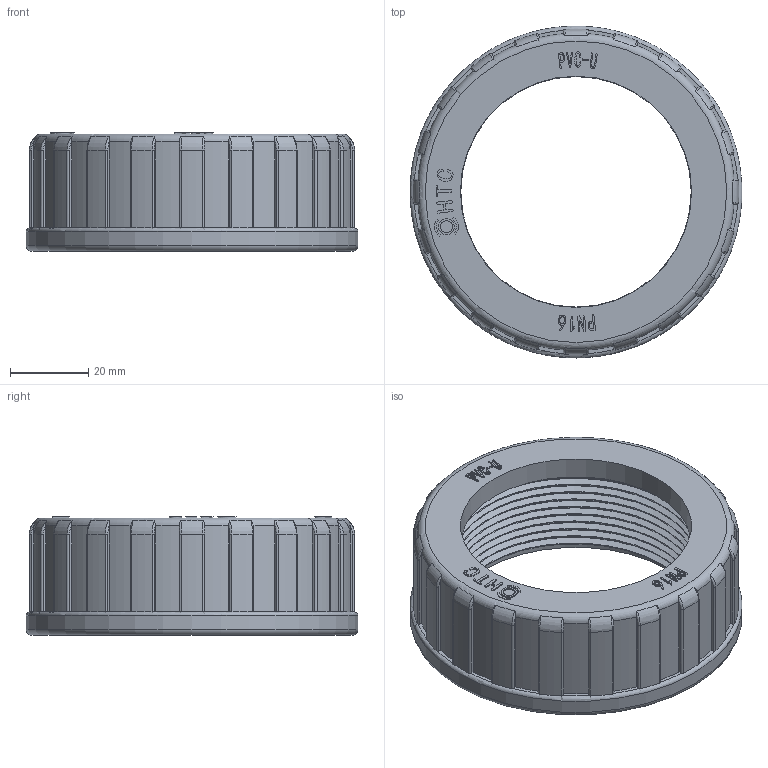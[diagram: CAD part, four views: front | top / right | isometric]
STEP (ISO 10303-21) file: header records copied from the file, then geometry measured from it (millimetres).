
FILE_DESCRIPTION(/* description */ (''),/* implementation_level */ '2;1');
FILE_NAME(/* name */ 'AF0600.COA.050.step',/* time_stamp */ '2026-01-07T08:20:38+01:00',/* author */ (''),/* organization */ (''),/* preprocessor_version */ 'ST-DEVELOPER v20.1',/* originating_system */ 'Autodesk Translation Framework v14.21.0.0',/* authorisation */ '');
FILE_SCHEMA (('AUTOMOTIVE_DESIGN { 1 0 10303 214 3 1 1 }'));
Length unit declared in the file: millimetre
Products named in the file (1): 2026-01-07-06-16-05-830
Bounding box: 85 x 85 x 30.3 mm (x, y, z)
Volume: 66024.2 mm3; surface area: 23050.5 mm2
Topology: 1 solids, 1 shells, 674 faces, 1917 edges, 1264 vertices
Faces by surface type: plane 496, cylinder 108, bspline 46, torus 23, cone 1
Full cylindrical faces by diameter (mm): 3.06 x1, 4.08 x1, 62.752 x9, 65.71 x9, 85 x1
Entity records: 38937 total; most frequent: CARTESIAN_POINT 21692, ORIENTED_EDGE 3832, DIRECTION 3233, EDGE_CURVE 1916, LINE 1433, VECTOR 1433, VERTEX_POINT 1264, AXIS2_PLACEMENT_3D 900
